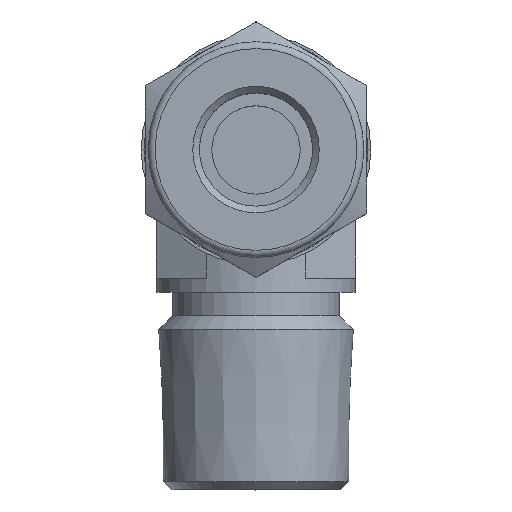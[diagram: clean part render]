
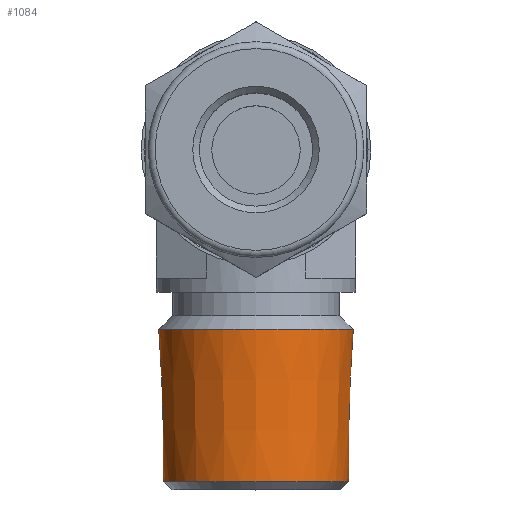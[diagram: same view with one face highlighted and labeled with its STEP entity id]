
A CAD part, top view. The second image highlights one B-rep face of the part: STEP entity #1084.
In plain terms, the highlighted conical face has half-angle 1.78 degrees and reference radius 6.817 mm.
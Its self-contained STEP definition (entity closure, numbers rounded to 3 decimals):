
#91=CIRCLE('',#1221,6.987);
#92=CIRCLE('',#1223,6.646);
#121=CONICAL_SURFACE('',#1222,6.817,0.031);
#165=FACE_OUTER_BOUND('',#244,.T.);
#244=EDGE_LOOP('',(#868,#869,#870,#871));
#309=LINE('',#1844,#386);
#386=VECTOR('',#1482,6.817);
#500=VERTEX_POINT('',#1838);
#501=VERTEX_POINT('',#1842);
#626=EDGE_CURVE('',#500,#500,#91,.T.);
#628=EDGE_CURVE('',#501,#501,#92,.T.);
#629=EDGE_CURVE('',#501,#500,#309,.T.);
#868=ORIENTED_EDGE('',*,*,#628,.F.);
#869=ORIENTED_EDGE('',*,*,#629,.T.);
#870=ORIENTED_EDGE('',*,*,#626,.T.);
#871=ORIENTED_EDGE('',*,*,#629,.F.);
#1084=ADVANCED_FACE('',(#165),#121,.T.);
#1221=AXIS2_PLACEMENT_3D('',#1839,#1475,#1476);
#1222=AXIS2_PLACEMENT_3D('',#1841,#1478,#1479);
#1223=AXIS2_PLACEMENT_3D('',#1843,#1480,#1481);
#1475=DIRECTION('center_axis',(0.,-1.,0.));
#1476=DIRECTION('ref_axis',(1.,0.,0.));
#1478=DIRECTION('center_axis',(0.,1.,0.));
#1479=DIRECTION('ref_axis',(0.,0.,-1.));
#1480=DIRECTION('center_axis',(0.,-1.,0.));
#1481=DIRECTION('ref_axis',(1.,0.,0.));
#1482=DIRECTION('',(0.,1.,0.031));
#1838=CARTESIAN_POINT('',(0.,-12.857,6.987));
#1839=CARTESIAN_POINT('Origin',(0.,-12.857,0.));
#1841=CARTESIAN_POINT('Origin',(0.,-18.336,0.));
#1842=CARTESIAN_POINT('',(0.,-23.816,6.646));
#1843=CARTESIAN_POINT('Origin',(0.,-23.816,0.));
#1844=CARTESIAN_POINT('',(0.,-18.336,6.817));
